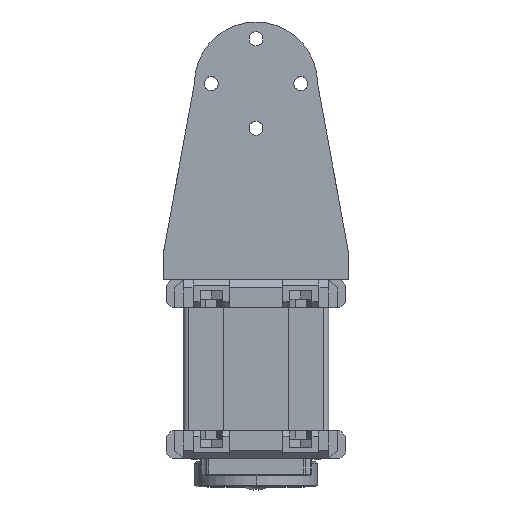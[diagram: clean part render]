
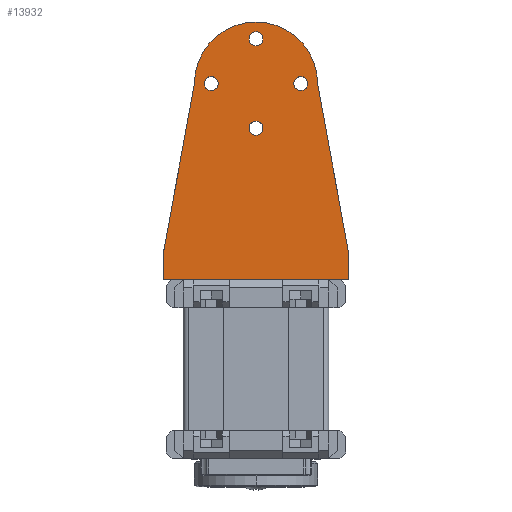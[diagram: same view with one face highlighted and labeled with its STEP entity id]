
A CAD part, top view. The second image highlights one B-rep face of the part: STEP entity #13932.
In plain terms, the highlighted planar face has unit normal (0, 0, 1).
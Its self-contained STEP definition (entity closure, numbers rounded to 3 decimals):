
#43 = VERTEX_POINT ( 'NONE', #7994 ) ;
#56 = ORIENTED_EDGE ( 'NONE', *, *, #8531, .T. ) ;
#414 = ORIENTED_EDGE ( 'NONE', *, *, #25149, .F. ) ;
#641 = DIRECTION ( 'NONE',  ( 0., 0., 1. ) ) ;
#651 = EDGE_LOOP ( 'NONE', ( #27834, #5033 ) ) ;
#1640 = VERTEX_POINT ( 'NONE', #4385 ) ;
#1798 = DIRECTION ( 'NONE',  ( 0., 0., 1. ) ) ;
#2273 = ORIENTED_EDGE ( 'NONE', *, *, #17499, .T. ) ;
#2511 = CARTESIAN_POINT ( 'NONE',  ( -1.25, -8., 7. ) ) ;
#2602 = CARTESIAN_POINT ( 'NONE',  ( 1.25, 8., 7. ) ) ;
#2841 = CARTESIAN_POINT ( 'NONE',  ( -16.5, -30., 7. ) ) ;
#2970 = AXIS2_PLACEMENT_3D ( 'NONE', #4451, #27937, #10488 ) ;
#3134 = ORIENTED_EDGE ( 'NONE', *, *, #6628, .T. ) ;
#3383 = AXIS2_PLACEMENT_3D ( 'NONE', #3704, #12351, #5950 ) ;
#3386 = CARTESIAN_POINT ( 'NONE',  ( 16.5, -35., 7. ) ) ;
#3652 = ORIENTED_EDGE ( 'NONE', *, *, #16892, .T. ) ;
#3704 = CARTESIAN_POINT ( 'NONE',  ( 8., 0., 7. ) ) ;
#3835 = AXIS2_PLACEMENT_3D ( 'NONE', #20871, #12140, #25065 ) ;
#3897 = VERTEX_POINT ( 'NONE', #10599 ) ;
#3975 = CARTESIAN_POINT ( 'NONE',  ( -8., 0., 7. ) ) ;
#4011 = CARTESIAN_POINT ( 'NONE',  ( -11., 0., 7. ) ) ;
#4351 = DIRECTION ( 'NONE',  ( 1., 0., 0. ) ) ;
#4385 = CARTESIAN_POINT ( 'NONE',  ( 16.5, -30., 7. ) ) ;
#4451 = CARTESIAN_POINT ( 'NONE',  ( 0., -8., 7. ) ) ;
#4455 = DIRECTION ( 'NONE',  ( 0., 0., 1. ) ) ;
#4947 = CIRCLE ( 'NONE', #15872, 1.25 ) ;
#5033 = ORIENTED_EDGE ( 'NONE', *, *, #15298, .F. ) ;
#5093 = EDGE_LOOP ( 'NONE', ( #2273, #56, #23604, #3134, #3652, #6435 ) ) ;
#5749 = DIRECTION ( 'NONE',  ( 0., 0., 1. ) ) ;
#5753 = VECTOR ( 'NONE', #10473, 1000. ) ;
#5950 = DIRECTION ( 'NONE',  ( 1., 0., 0. ) ) ;
#6079 = CIRCLE ( 'NONE', #8439, 1.25 ) ;
#6262 = EDGE_CURVE ( 'NONE', #6687, #3897, #9498, .T. ) ;
#6378 = CIRCLE ( 'NONE', #15858, 11. ) ;
#6435 = ORIENTED_EDGE ( 'NONE', *, *, #23171, .T. ) ;
#6536 = DIRECTION ( 'NONE',  ( 1., 0., 0. ) ) ;
#6628 = EDGE_CURVE ( 'NONE', #22850, #27306, #20976, .T. ) ;
#6687 = VERTEX_POINT ( 'NONE', #19471 ) ;
#6948 = AXIS2_PLACEMENT_3D ( 'NONE', #10250, #25317, #21227 ) ;
#7350 = LINE ( 'NONE', #2841, #14044 ) ;
#7396 = DIRECTION ( 'NONE',  ( -0.18, 0.984, 0. ) ) ;
#7576 = CARTESIAN_POINT ( 'NONE',  ( 11., 0., 7. ) ) ;
#7946 = EDGE_LOOP ( 'NONE', ( #11818, #8685 ) ) ;
#7990 = ORIENTED_EDGE ( 'NONE', *, *, #6262, .F. ) ;
#7994 = CARTESIAN_POINT ( 'NONE',  ( 1.25, -8., 7. ) ) ;
#8203 = CARTESIAN_POINT ( 'NONE',  ( 0., 0., 7. ) ) ;
#8240 = CARTESIAN_POINT ( 'NONE',  ( -16.5, -30., 7. ) ) ;
#8439 = AXIS2_PLACEMENT_3D ( 'NONE', #22391, #641, #22490 ) ;
#8531 = EDGE_CURVE ( 'NONE', #13144, #26324, #7350, .T. ) ;
#8685 = ORIENTED_EDGE ( 'NONE', *, *, #27154, .F. ) ;
#9265 = EDGE_CURVE ( 'NONE', #3897, #6687, #10348, .T. ) ;
#9498 = CIRCLE ( 'NONE', #6948, 1.25 ) ;
#9810 = EDGE_CURVE ( 'NONE', #16641, #22626, #4947, .T. ) ;
#10250 = CARTESIAN_POINT ( 'NONE',  ( 8., 0., 7. ) ) ;
#10348 = CIRCLE ( 'NONE', #3383, 1.25 ) ;
#10473 = DIRECTION ( 'NONE',  ( 1., 0., 0. ) ) ;
#10488 = DIRECTION ( 'NONE',  ( 1., 0., 0. ) ) ;
#10599 = CARTESIAN_POINT ( 'NONE',  ( 6.75, 0., 7. ) ) ;
#10653 = LINE ( 'NONE', #7576, #19478 ) ;
#10663 = DIRECTION ( 'NONE',  ( 0., 1., 0. ) ) ;
#11122 = FACE_BOUND ( 'NONE', #7946, .T. ) ;
#11223 = ORIENTED_EDGE ( 'NONE', *, *, #9265, .F. ) ;
#11574 = EDGE_LOOP ( 'NONE', ( #24755, #414 ) ) ;
#11818 = ORIENTED_EDGE ( 'NONE', *, *, #13920, .F. ) ;
#12022 = CIRCLE ( 'NONE', #2970, 1.25 ) ;
#12140 = DIRECTION ( 'NONE',  ( 0., 0., 1. ) ) ;
#12351 = DIRECTION ( 'NONE',  ( 0., 0., 1. ) ) ;
#13144 = VERTEX_POINT ( 'NONE', #4011 ) ;
#13920 = EDGE_CURVE ( 'NONE', #21428, #18677, #25377, .T. ) ;
#13932 = ADVANCED_FACE ( 'NONE', ( #21976, #23340, #19940, #11122, #24353 ), #20780, .T. ) ;
#14044 = VECTOR ( 'NONE', #26664, 1000. ) ;
#14215 = DIRECTION ( 'NONE',  ( 1., 0., 0. ) ) ;
#14845 = VECTOR ( 'NONE', #10663, 1000. ) ;
#14909 = DIRECTION ( 'NONE',  ( 0., 0., 1. ) ) ;
#15298 = EDGE_CURVE ( 'NONE', #22444, #43, #12022, .T. ) ;
#15302 = CARTESIAN_POINT ( 'NONE',  ( -16.5, -35., 7. ) ) ;
#15858 = AXIS2_PLACEMENT_3D ( 'NONE', #8203, #1798, #21251 ) ;
#15872 = AXIS2_PLACEMENT_3D ( 'NONE', #19402, #4455, #6536 ) ;
#15933 = DIRECTION ( 'NONE',  ( 0., 0., 1. ) ) ;
#16085 = EDGE_CURVE ( 'NONE', #43, #22444, #18286, .T. ) ;
#16565 = AXIS2_PLACEMENT_3D ( 'NONE', #3975, #14909, #4351 ) ;
#16641 = VERTEX_POINT ( 'NONE', #22348 ) ;
#16892 = EDGE_CURVE ( 'NONE', #27306, #1640, #23347, .T. ) ;
#17294 = LINE ( 'NONE', #26306, #26094 ) ;
#17499 = EDGE_CURVE ( 'NONE', #27882, #13144, #6378, .T. ) ;
#18117 = DIRECTION ( 'NONE',  ( 1., 0., 0. ) ) ;
#18286 = CIRCLE ( 'NONE', #27842, 1.25 ) ;
#18677 = VERTEX_POINT ( 'NONE', #23303 ) ;
#19402 = CARTESIAN_POINT ( 'NONE',  ( -8., 0., 7. ) ) ;
#19471 = CARTESIAN_POINT ( 'NONE',  ( 9.25, 0., 7. ) ) ;
#19478 = VECTOR ( 'NONE', #7396, 1000. ) ;
#19940 = FACE_BOUND ( 'NONE', #11574, .T. ) ;
#20306 = AXIS2_PLACEMENT_3D ( 'NONE', #22870, #5749, #14215 ) ;
#20780 = PLANE ( 'NONE',  #20306 ) ;
#20871 = CARTESIAN_POINT ( 'NONE',  ( 0., 8., 7. ) ) ;
#20976 = LINE ( 'NONE', #21450, #5753 ) ;
#21227 = DIRECTION ( 'NONE',  ( 1., 0., 0. ) ) ;
#21251 = DIRECTION ( 'NONE',  ( 1., 0., 0. ) ) ;
#21428 = VERTEX_POINT ( 'NONE', #2602 ) ;
#21450 = CARTESIAN_POINT ( 'NONE',  ( 11., -35., 7. ) ) ;
#21976 = FACE_BOUND ( 'NONE', #27065, .T. ) ;
#22040 = EDGE_CURVE ( 'NONE', #26324, #22850, #17294, .T. ) ;
#22348 = CARTESIAN_POINT ( 'NONE',  ( -6.75, 0., 7. ) ) ;
#22391 = CARTESIAN_POINT ( 'NONE',  ( 0., 8., 7. ) ) ;
#22444 = VERTEX_POINT ( 'NONE', #2511 ) ;
#22490 = DIRECTION ( 'NONE',  ( 1., 0., 0. ) ) ;
#22626 = VERTEX_POINT ( 'NONE', #22916 ) ;
#22748 = CIRCLE ( 'NONE', #16565, 1.25 ) ;
#22759 = CARTESIAN_POINT ( 'NONE',  ( 0., -8., 7. ) ) ;
#22850 = VERTEX_POINT ( 'NONE', #15302 ) ;
#22870 = CARTESIAN_POINT ( 'NONE',  ( 0., 0., 7. ) ) ;
#22916 = CARTESIAN_POINT ( 'NONE',  ( -9.25, 0., 7. ) ) ;
#23171 = EDGE_CURVE ( 'NONE', #1640, #27882, #10653, .T. ) ;
#23303 = CARTESIAN_POINT ( 'NONE',  ( -1.25, 8., 7. ) ) ;
#23340 = FACE_BOUND ( 'NONE', #651, .T. ) ;
#23347 = LINE ( 'NONE', #25559, #14845 ) ;
#23604 = ORIENTED_EDGE ( 'NONE', *, *, #22040, .T. ) ;
#24353 = FACE_OUTER_BOUND ( 'NONE', #5093, .T. ) ;
#24755 = ORIENTED_EDGE ( 'NONE', *, *, #9810, .F. ) ;
#25065 = DIRECTION ( 'NONE',  ( 1., 0., 0. ) ) ;
#25149 = EDGE_CURVE ( 'NONE', #22626, #16641, #22748, .T. ) ;
#25174 = CARTESIAN_POINT ( 'NONE',  ( 11., 0., 7. ) ) ;
#25317 = DIRECTION ( 'NONE',  ( 0., 0., 1. ) ) ;
#25377 = CIRCLE ( 'NONE', #3835, 1.25 ) ;
#25559 = CARTESIAN_POINT ( 'NONE',  ( 16.5, -30., 7. ) ) ;
#26094 = VECTOR ( 'NONE', #26696, 1000. ) ;
#26306 = CARTESIAN_POINT ( 'NONE',  ( -16.5, -35., 7. ) ) ;
#26324 = VERTEX_POINT ( 'NONE', #8240 ) ;
#26664 = DIRECTION ( 'NONE',  ( -0.18, -0.984, 0. ) ) ;
#26696 = DIRECTION ( 'NONE',  ( 0., -1., 0. ) ) ;
#27065 = EDGE_LOOP ( 'NONE', ( #7990, #11223 ) ) ;
#27154 = EDGE_CURVE ( 'NONE', #18677, #21428, #6079, .T. ) ;
#27306 = VERTEX_POINT ( 'NONE', #3386 ) ;
#27834 = ORIENTED_EDGE ( 'NONE', *, *, #16085, .F. ) ;
#27842 = AXIS2_PLACEMENT_3D ( 'NONE', #22759, #15933, #18117 ) ;
#27882 = VERTEX_POINT ( 'NONE', #25174 ) ;
#27937 = DIRECTION ( 'NONE',  ( 0., 0., 1. ) ) ;
